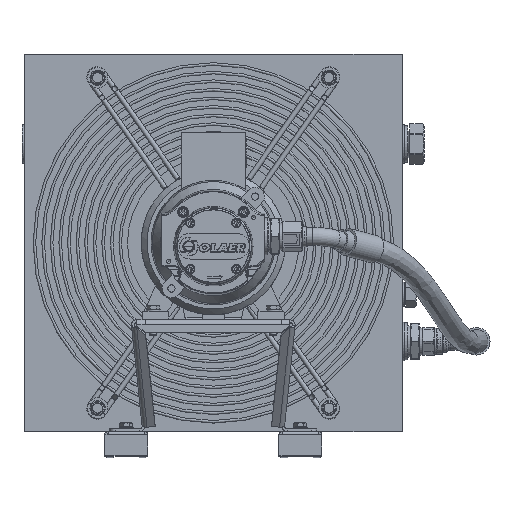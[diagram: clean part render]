
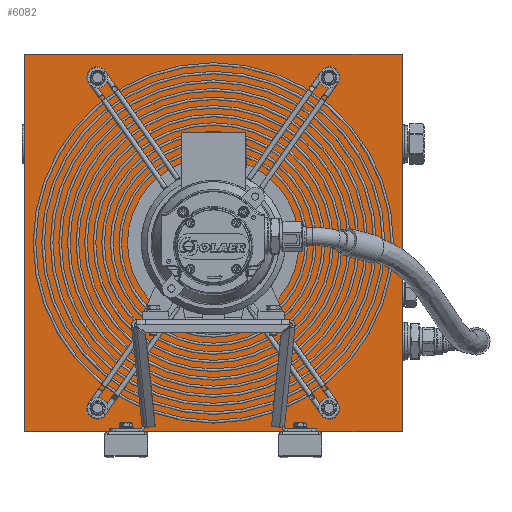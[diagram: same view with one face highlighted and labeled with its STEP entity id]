
A CAD part, top view. The second image highlights one B-rep face of the part: STEP entity #6082.
In plain terms, the highlighted planar face has unit normal (0, 0, 1).
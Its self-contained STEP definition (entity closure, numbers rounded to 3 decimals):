
#6082 = ADVANCED_FACE( '', ( #12390 ), #12391, .T. );
#12390 = FACE_OUTER_BOUND( '', #22768, .T. );
#12391 = PLANE( '', #22769 );
#22768 = EDGE_LOOP( '', ( #39149, #39150, #39151, #39152 ) );
#22769 = AXIS2_PLACEMENT_3D( '', #39153, #39154, #39155 );
#39149 = ORIENTED_EDGE( '', *, *, #55799, .T. );
#39150 = ORIENTED_EDGE( '', *, *, #55800, .T. );
#39151 = ORIENTED_EDGE( '', *, *, #55801, .T. );
#39152 = ORIENTED_EDGE( '', *, *, #55802, .T. );
#39153 = CARTESIAN_POINT( '', ( 0., 0., 67. ) );
#39154 = DIRECTION( '', ( 0., 0., 1. ) );
#39155 = DIRECTION( '', ( 1., 0., 0. ) );
#55799 = EDGE_CURVE( '', #64762, #64763, #64764, .T. );
#55800 = EDGE_CURVE( '', #64763, #64765, #64766, .T. );
#55801 = EDGE_CURVE( '', #64765, #64767, #64768, .T. );
#55802 = EDGE_CURVE( '', #64767, #64762, #64769, .T. );
#64762 = VERTEX_POINT( '', #80120 );
#64763 = VERTEX_POINT( '', #80121 );
#64764 = LINE( '', #80122, #80123 );
#64765 = VERTEX_POINT( '', #80124 );
#64766 = LINE( '', #80125, #80126 );
#64767 = VERTEX_POINT( '', #80127 );
#64768 = LINE( '', #80128, #80129 );
#64769 = LINE( '', #80130, #80131 );
#80120 = CARTESIAN_POINT( '', ( 220., -220., 67. ) );
#80121 = CARTESIAN_POINT( '', ( 220., 220., 67. ) );
#80122 = CARTESIAN_POINT( '', ( 220., -220., 67. ) );
#80123 = VECTOR( '', #95364, 1000. );
#80124 = CARTESIAN_POINT( '', ( -220., 220., 67. ) );
#80125 = CARTESIAN_POINT( '', ( 220., 220., 67. ) );
#80126 = VECTOR( '', #95365, 1000. );
#80127 = CARTESIAN_POINT( '', ( -220., -220., 67. ) );
#80128 = CARTESIAN_POINT( '', ( -220., 220., 67. ) );
#80129 = VECTOR( '', #95366, 1000. );
#80130 = CARTESIAN_POINT( '', ( -220., -220., 67. ) );
#80131 = VECTOR( '', #95367, 1000. );
#95364 = DIRECTION( '', ( 0., 1., 0. ) );
#95365 = DIRECTION( '', ( -1., 0., 0. ) );
#95366 = DIRECTION( '', ( 0., -1., 0. ) );
#95367 = DIRECTION( '', ( 1., 0., 0. ) );
